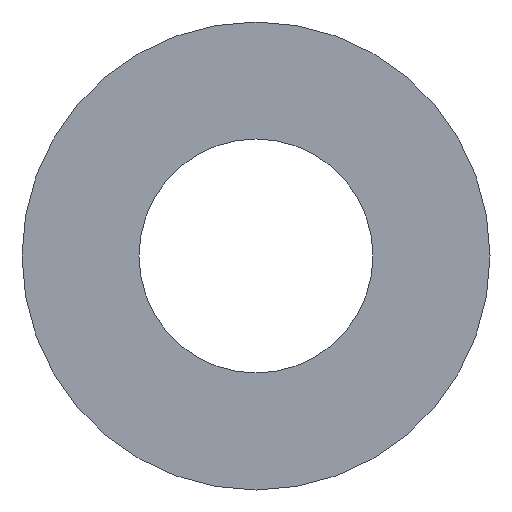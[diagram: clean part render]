
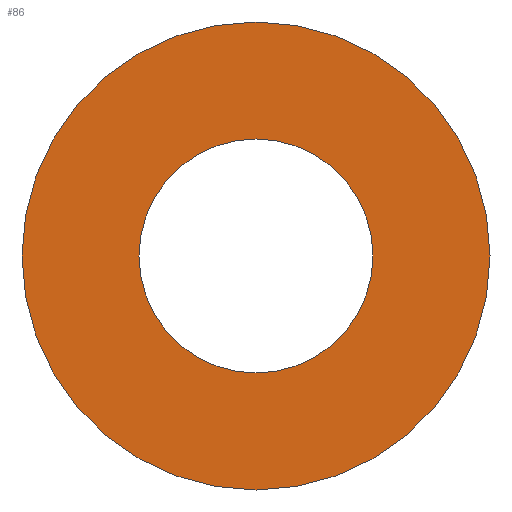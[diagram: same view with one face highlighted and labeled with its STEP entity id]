
A CAD part, front view. The second image highlights one B-rep face of the part: STEP entity #86.
In plain terms, the highlighted planar face has unit normal (0, -1, 0).
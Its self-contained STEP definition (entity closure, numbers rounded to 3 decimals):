
#10 = CARTESIAN_POINT ( 'NONE',  ( 0., 0., 3. ) ) ;
#11 = EDGE_LOOP ( 'NONE', ( #180, #113 ) ) ;
#12 = CARTESIAN_POINT ( 'NONE',  ( 0., 0., -3. ) ) ;
#13 = AXIS2_PLACEMENT_3D ( 'NONE', #92, #146, #93 ) ;
#14 = DIRECTION ( 'NONE',  ( 0., 0., 1. ) ) ;
#17 = VERTEX_POINT ( 'NONE', #10 ) ;
#22 = EDGE_CURVE ( 'NONE', #17, #76, #142, .T. ) ;
#36 = DIRECTION ( 'NONE',  ( 0., 0., 1. ) ) ;
#38 = DIRECTION ( 'NONE',  ( 0., 1., 0. ) ) ;
#39 = CARTESIAN_POINT ( 'NONE',  ( 0., 0., 0. ) ) ;
#41 = CARTESIAN_POINT ( 'NONE',  ( 0., 0., -1.5 ) ) ;
#55 = DIRECTION ( 'NONE',  ( 0., 0., 1. ) ) ;
#76 = VERTEX_POINT ( 'NONE', #12 ) ;
#77 = EDGE_CURVE ( 'NONE', #76, #17, #187, .T. ) ;
#85 = CIRCLE ( 'NONE', #200, 1.5 ) ;
#86 = ADVANCED_FACE ( 'NONE', ( #89, #216 ), #132, .F. ) ;
#89 = FACE_OUTER_BOUND ( 'NONE', #149, .T. ) ;
#90 = VERTEX_POINT ( 'NONE', #41 ) ;
#91 = AXIS2_PLACEMENT_3D ( 'NONE', #223, #114, #176 ) ;
#92 = CARTESIAN_POINT ( 'NONE',  ( 0., 0., 0. ) ) ;
#93 = DIRECTION ( 'NONE',  ( 0., 0., 1. ) ) ;
#113 = ORIENTED_EDGE ( 'NONE', *, *, #158, .T. ) ;
#114 = DIRECTION ( 'NONE',  ( 0., 1., 0. ) ) ;
#132 = PLANE ( 'NONE',  #184 ) ;
#142 = CIRCLE ( 'NONE', #13, 3. ) ;
#146 = DIRECTION ( 'NONE',  ( 0., 1., 0. ) ) ;
#149 = EDGE_LOOP ( 'NONE', ( #201, #210 ) ) ;
#152 = CARTESIAN_POINT ( 'NONE',  ( 0., 0., 0. ) ) ;
#158 = EDGE_CURVE ( 'NONE', #217, #90, #85, .T. ) ;
#172 = DIRECTION ( 'NONE',  ( 0., 1., 0. ) ) ;
#173 = CIRCLE ( 'NONE', #190, 1.5 ) ;
#176 = DIRECTION ( 'NONE',  ( 0., 0., 1. ) ) ;
#177 = CARTESIAN_POINT ( 'NONE',  ( 0., 0., 1.5 ) ) ;
#180 = ORIENTED_EDGE ( 'NONE', *, *, #181, .T. ) ;
#181 = EDGE_CURVE ( 'NONE', #90, #217, #173, .T. ) ;
#184 = AXIS2_PLACEMENT_3D ( 'NONE', #152, #38, #14 ) ;
#187 = CIRCLE ( 'NONE', #91, 3. ) ;
#190 = AXIS2_PLACEMENT_3D ( 'NONE', #247, #172, #55 ) ;
#191 = DIRECTION ( 'NONE',  ( 0., 1., 0. ) ) ;
#200 = AXIS2_PLACEMENT_3D ( 'NONE', #39, #191, #36 ) ;
#201 = ORIENTED_EDGE ( 'NONE', *, *, #77, .F. ) ;
#210 = ORIENTED_EDGE ( 'NONE', *, *, #22, .F. ) ;
#216 = FACE_BOUND ( 'NONE', #11, .T. ) ;
#217 = VERTEX_POINT ( 'NONE', #177 ) ;
#223 = CARTESIAN_POINT ( 'NONE',  ( 0., 0., 0. ) ) ;
#247 = CARTESIAN_POINT ( 'NONE',  ( 0., 0., 0. ) ) ;
